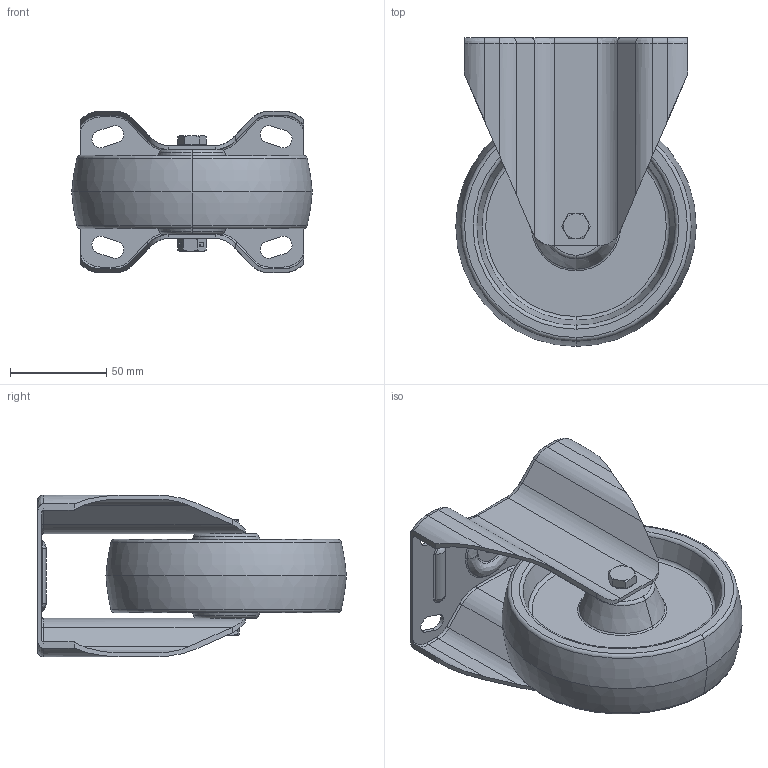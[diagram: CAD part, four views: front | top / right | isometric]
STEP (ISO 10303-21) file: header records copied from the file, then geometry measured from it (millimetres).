
FILE_DESCRIPTION (( 'STEP AP214' ), '1' );
FILE_NAME ('0030256_B-IT-HDK-125-G.STEP', '2017-03-06T13:56:43', ( '' ), ( '' ), 'SwSTEP 2.0', 'SolidWorks 2016', '' );
FILE_SCHEMA (( 'AUTOMOTIVE_DESIGN' ));
Length unit declared in the file: millimetre
Products named in the file (1): 0030256_B-IT-HDK-125-G
Bounding box: 125 x 160.49 x 84 mm (x, y, z)
Surface area: 101925.4 mm2 (no closed solid volume)
Topology: 0 solids, 6 shells, 248 faces, 627 edges, 396 vertices
Faces by surface type: cylinder 78, plane 70, bspline 52, torus 24, cone 24
Entity records: 12098 total; most frequent: CARTESIAN_POINT 3722, ORIENTED_EDGE 1204, DIRECTION 1119, EDGE_CURVE 627, AXIS2_PLACEMENT_3D 437, VERTEX_POINT 396, EDGE_LOOP 278, UNCERTAINTY_MEASURE_WITH_UNIT 250
